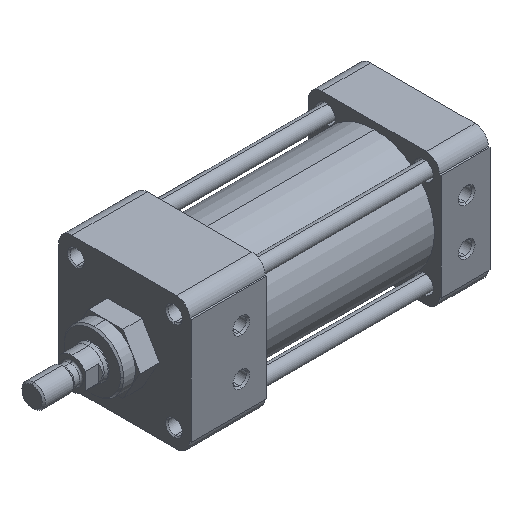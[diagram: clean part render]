
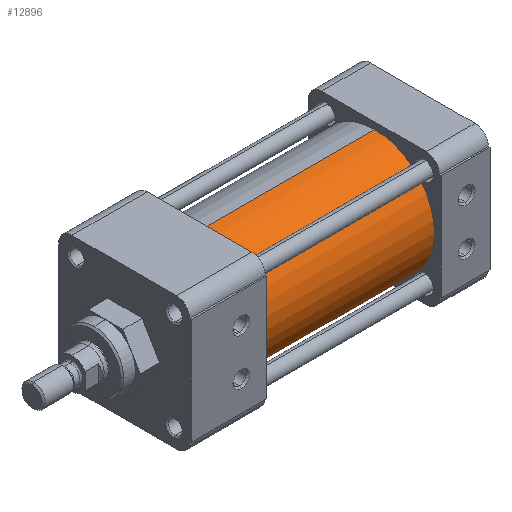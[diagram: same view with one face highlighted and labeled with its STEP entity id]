
A CAD part, isometric view. The second image highlights one B-rep face of the part: STEP entity #12896.
In plain terms, the highlighted cylindrical face has radius 28.575 mm (diameter 57.15 mm), a partial arc.
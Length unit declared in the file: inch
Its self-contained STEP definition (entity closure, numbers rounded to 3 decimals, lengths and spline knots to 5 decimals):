
#13 = EDGE_CURVE ( 'NONE', #5364, #14311, #13417, .T. ) ;
#755 = FACE_OUTER_BOUND ( 'NONE', #8396, .T. ) ;
#966 = CARTESIAN_POINT ( 'NONE',  ( 1.42, 0., 0. ) ) ;
#1068 = DIRECTION ( 'NONE',  ( 0., 0., -1. ) ) ;
#1687 = AXIS2_PLACEMENT_3D ( 'NONE', #966, #14082, #14654 ) ;
#2879 = LINE ( 'NONE', #10451, #8590 ) ;
#3015 = DIRECTION ( 'NONE',  ( 1., 0., 0. ) ) ;
#3304 = DIRECTION ( 'NONE',  ( 1., 0., 0. ) ) ;
#4384 = CARTESIAN_POINT ( 'NONE',  ( 4.701, 0., 0. ) ) ;
#5364 = VERTEX_POINT ( 'NONE', #8774 ) ;
#5434 = DIRECTION ( 'NONE',  ( -1., 0., 0. ) ) ;
#5471 = AXIS2_PLACEMENT_3D ( 'NONE', #12200, #5434, #13336 ) ;
#7140 = VERTEX_POINT ( 'NONE', #8539 ) ;
#7839 = VERTEX_POINT ( 'NONE', #8084 ) ;
#8026 = CARTESIAN_POINT ( 'NONE',  ( 1.42, 0., -1.125 ) ) ;
#8074 = CYLINDRICAL_SURFACE ( 'NONE', #9561, 1.125 ) ;
#8084 = CARTESIAN_POINT ( 'NONE',  ( 4.701, 0., 1.125 ) ) ;
#8212 = ORIENTED_EDGE ( 'NONE', *, *, #11336, .T. ) ;
#8396 = EDGE_LOOP ( 'NONE', ( #9091, #10998, #8212, #10450 ) ) ;
#8523 = LINE ( 'NONE', #12020, #11509 ) ;
#8539 = CARTESIAN_POINT ( 'NONE',  ( 4.701, 0., -1.125 ) ) ;
#8590 = VECTOR ( 'NONE', #13866, 39.37008 ) ;
#8774 = CARTESIAN_POINT ( 'NONE',  ( 1.42, 0., 1.125 ) ) ;
#9091 = ORIENTED_EDGE ( 'NONE', *, *, #10294, .F. ) ;
#9561 = AXIS2_PLACEMENT_3D ( 'NONE', #4384, #3304, #1068 ) ;
#10294 = EDGE_CURVE ( 'NONE', #5364, #7839, #2879, .T. ) ;
#10450 = ORIENTED_EDGE ( 'NONE', *, *, #14161, .T. ) ;
#10451 = CARTESIAN_POINT ( 'NONE',  ( 4.701, 0., 1.125 ) ) ;
#10998 = ORIENTED_EDGE ( 'NONE', *, *, #13, .T. ) ;
#11336 = EDGE_CURVE ( 'NONE', #14311, #7140, #8523, .T. ) ;
#11509 = VECTOR ( 'NONE', #3015, 39.37008 ) ;
#12020 = CARTESIAN_POINT ( 'NONE',  ( 4.701, 0., -1.125 ) ) ;
#12200 = CARTESIAN_POINT ( 'NONE',  ( 4.701, 0., 0. ) ) ;
#12896 = ADVANCED_FACE ( 'NONE', ( #755 ), #8074, .T. ) ;
#13336 = DIRECTION ( 'NONE',  ( 0., 0., -1. ) ) ;
#13417 = CIRCLE ( 'NONE', #1687, 1.125 ) ;
#13574 = CIRCLE ( 'NONE', #5471, 1.125 ) ;
#13866 = DIRECTION ( 'NONE',  ( 1., 0., 0. ) ) ;
#14082 = DIRECTION ( 'NONE',  ( 1., 0., 0. ) ) ;
#14161 = EDGE_CURVE ( 'NONE', #7140, #7839, #13574, .T. ) ;
#14311 = VERTEX_POINT ( 'NONE', #8026 ) ;
#14654 = DIRECTION ( 'NONE',  ( 0., 0., -1. ) ) ;
